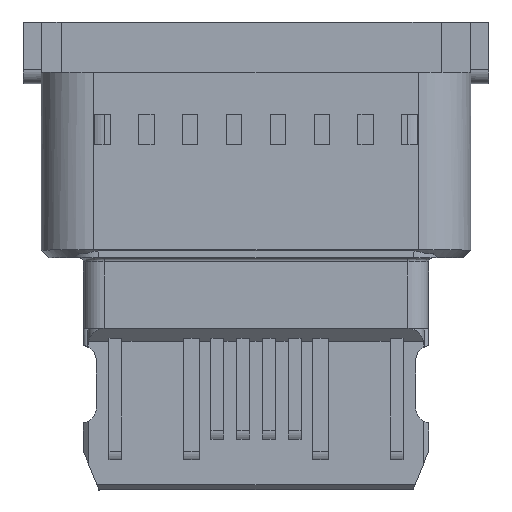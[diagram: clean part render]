
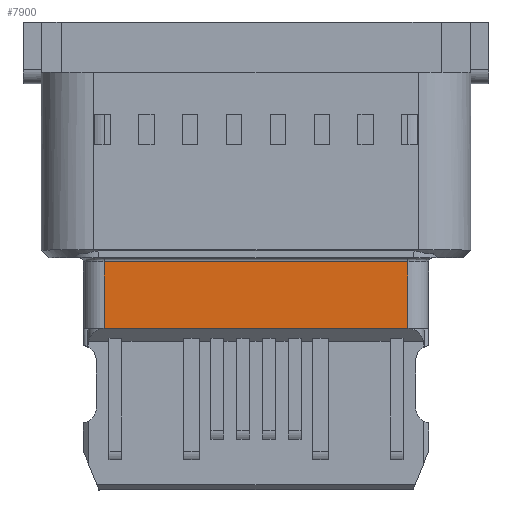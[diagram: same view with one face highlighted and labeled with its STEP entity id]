
A CAD part, top view. The second image highlights one B-rep face of the part: STEP entity #7900.
In plain terms, the highlighted planar face has unit normal (0, 0, 1).
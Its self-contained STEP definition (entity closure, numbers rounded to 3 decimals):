
#18 = DIRECTION ( 'NONE',  ( 0., 1., 0. ) ) ;
#492 = DIRECTION ( 'NONE',  ( 0., 0., 1. ) ) ;
#740 = EDGE_CURVE ( 'NONE', #19815, #13831, #4803, .T. ) ;
#1303 = VERTEX_POINT ( 'NONE', #16002 ) ;
#4803 = LINE ( 'NONE', #6539, #12185 ) ;
#4866 = ORIENTED_EDGE ( 'NONE', *, *, #8794, .T. ) ;
#4981 = LINE ( 'NONE', #14194, #13210 ) ;
#5922 = EDGE_CURVE ( 'NONE', #13831, #12736, #18152, .T. ) ;
#6539 = CARTESIAN_POINT ( 'NONE',  ( 2.945, 2.73, -0.67 ) ) ;
#6589 = DIRECTION ( 'NONE',  ( 1., 0., 0. ) ) ;
#7265 = CARTESIAN_POINT ( 'NONE',  ( 0., 3.4, -0.67 ) ) ;
#7900 = ADVANCED_FACE ( 'NONE110', ( #8801 ), #9742, .T. ) ;
#8428 = DIRECTION ( 'NONE',  ( 0., 1., 0. ) ) ;
#8462 = AXIS2_PLACEMENT_3D ( 'NONE', #7265, #492, #6589 ) ;
#8778 = VECTOR ( 'NONE', #14381, 1000. ) ;
#8794 = EDGE_CURVE ( 'NONE', #1303, #12736, #9575, .T. ) ;
#8801 = FACE_OUTER_BOUND ( 'NONE', #15023, .T. ) ;
#9243 = CARTESIAN_POINT ( 'NONE',  ( -2.945, 2.73, -0.67 ) ) ;
#9575 = LINE ( 'NONE', #14578, #8778 ) ;
#9742 = PLANE ( 'NONE',  #8462 ) ;
#12185 = VECTOR ( 'NONE', #17503, 1000. ) ;
#12666 = ORIENTED_EDGE ( 'NONE', *, *, #740, .F. ) ;
#12736 = VERTEX_POINT ( 'NONE', #16264 ) ;
#13087 = CARTESIAN_POINT ( 'NONE',  ( 2.945, 2.73, -0.67 ) ) ;
#13210 = VECTOR ( 'NONE', #18, 1000. ) ;
#13422 = ORIENTED_EDGE ( 'NONE', *, *, #5922, .F. ) ;
#13831 = VERTEX_POINT ( 'NONE', #9243 ) ;
#14194 = CARTESIAN_POINT ( 'NONE',  ( 2.945, 3.4, -0.67 ) ) ;
#14381 = DIRECTION ( 'NONE',  ( -1., 0., 0. ) ) ;
#14578 = CARTESIAN_POINT ( 'NONE',  ( -3.063, 4.02, -0.67 ) ) ;
#15023 = EDGE_LOOP ( 'NONE', ( #13422, #12666, #16891, #4866 ) ) ;
#16002 = CARTESIAN_POINT ( 'NONE',  ( 2.945, 4.02, -0.67 ) ) ;
#16264 = CARTESIAN_POINT ( 'NONE',  ( -2.945, 4.02, -0.67 ) ) ;
#16891 = ORIENTED_EDGE ( 'NONE', *, *, #17324, .T. ) ;
#17324 = EDGE_CURVE ( 'NONE', #19815, #1303, #4981, .T. ) ;
#17503 = DIRECTION ( 'NONE',  ( -1., 0., 0. ) ) ;
#17852 = VECTOR ( 'NONE', #8428, 1000. ) ;
#17951 = CARTESIAN_POINT ( 'NONE',  ( -2.945, 4.045, -0.67 ) ) ;
#18152 = LINE ( 'NONE', #17951, #17852 ) ;
#19815 = VERTEX_POINT ( 'NONE', #13087 ) ;
